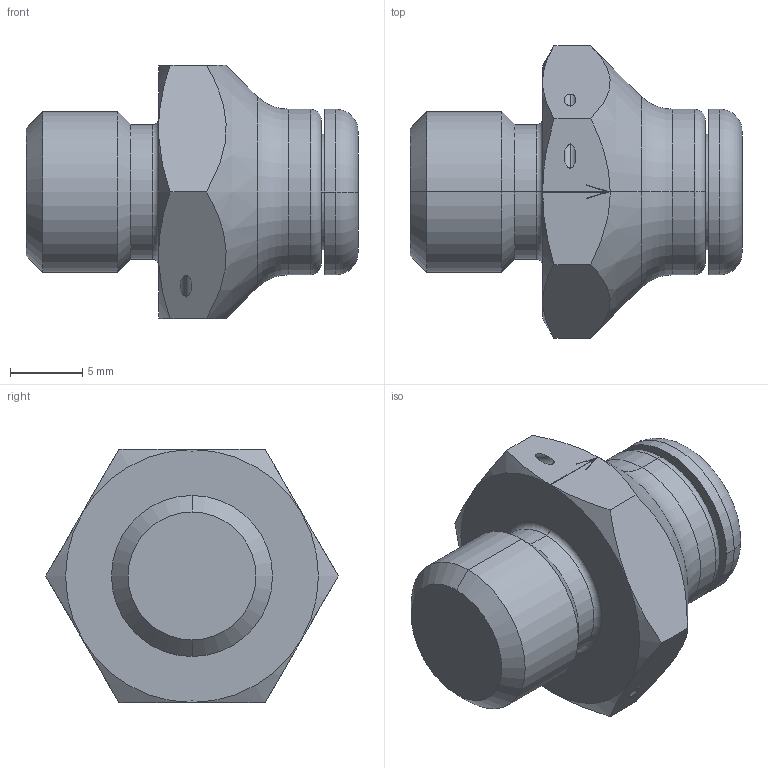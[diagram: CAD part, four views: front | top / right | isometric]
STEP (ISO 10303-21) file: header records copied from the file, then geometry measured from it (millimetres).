
FILE_DESCRIPTION (( 'STEP AP203' ), '1' );
FILE_NAME ('07011000 A SIMPLE.STEP', '2015-01-28T18:32:14', ( '' ), ( '' ), 'SwSTEP 2.0', 'SolidWorks 2014', '' );
FILE_SCHEMA (( 'CONFIG_CONTROL_DESIGN' ));
Length unit declared in the file: inch
Products named in the file (1): 07011000 A SIMPLE
Bounding box: 22.91 x 20.18 x 17.48 mm (x, y, z)
Volume: 3111 mm3; surface area: 1467.1 mm2
Topology: 1 solids, 1 shells, 121 faces, 299 edges, 194 vertices
Faces by surface type: plane 91, cylinder 14, torus 8, cone 8
Entity records: 3716 total; most frequent: CARTESIAN_POINT 775, ORIENTED_EDGE 598, DIRECTION 559, EDGE_CURVE 299, LINE 235, VECTOR 235, VERTEX_POINT 194, AXIS2_PLACEMENT_3D 162
